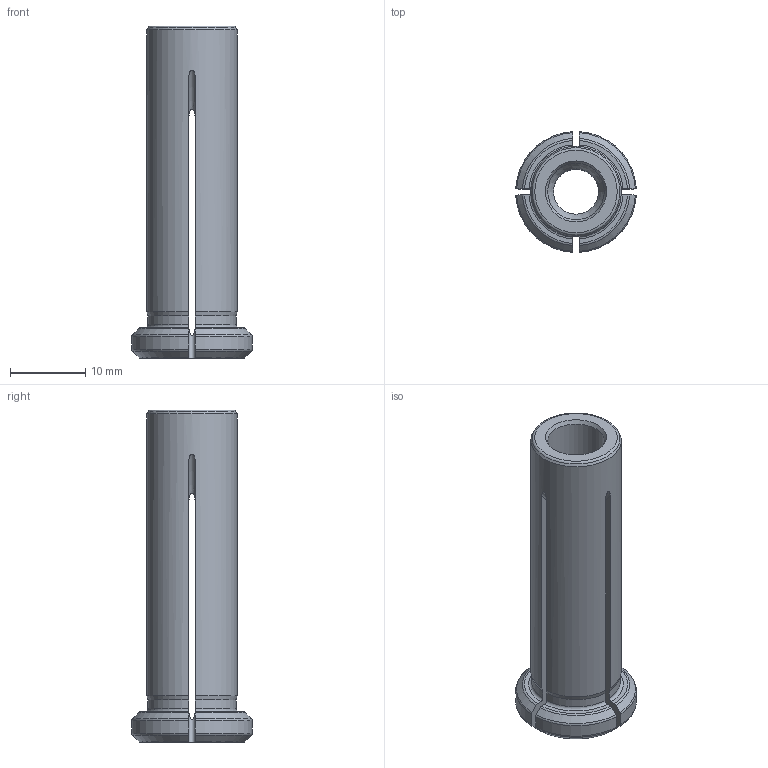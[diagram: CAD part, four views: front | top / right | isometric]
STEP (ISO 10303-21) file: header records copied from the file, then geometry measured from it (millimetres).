
FILE_DESCRIPTION(/* description */ (''),/* implementation_level */ '2;1');
FILE_NAME(/* name */ '191210000.stp',/* time_stamp */ '2021-09-17T10:45:26',/* author */ ('LRA'),/* organization */ ('REGO-FIX'),/* preprocessor_version */ ' Unknown',/* originating_system */ 'SIEMENS PLM Software Solid Edge ST10',/* authorization */ 'Unknown');
FILE_SCHEMA (('AUTOMOTIVE_DESIGN { 1 0 10303 214 2 1 1}'));
Length unit declared in the file: millimetre
Products named in the file (1): NOCUT
Bounding box: 15.98 x 15.98 x 44 mm (x, y, z)
Volume: 3544 mm3; surface area: 3507.9 mm2
Topology: 1 solids, 1 shells, 172 faces, 483 edges, 321 vertices
Faces by surface type: plane 94, torus 30, bspline 22, cone 15, cylinder 11
Full cylindrical faces by diameter (mm): 6 x1, 7.5 x1, 12 x1
Entity records: 6509 total; most frequent: CARTESIAN_POINT 2329, ORIENTED_EDGE 932, DIRECTION 723, EDGE_CURVE 466, VERTEX_POINT 315, LINE 269, VECTOR 269, AXIS2_PLACEMENT_3D 227
